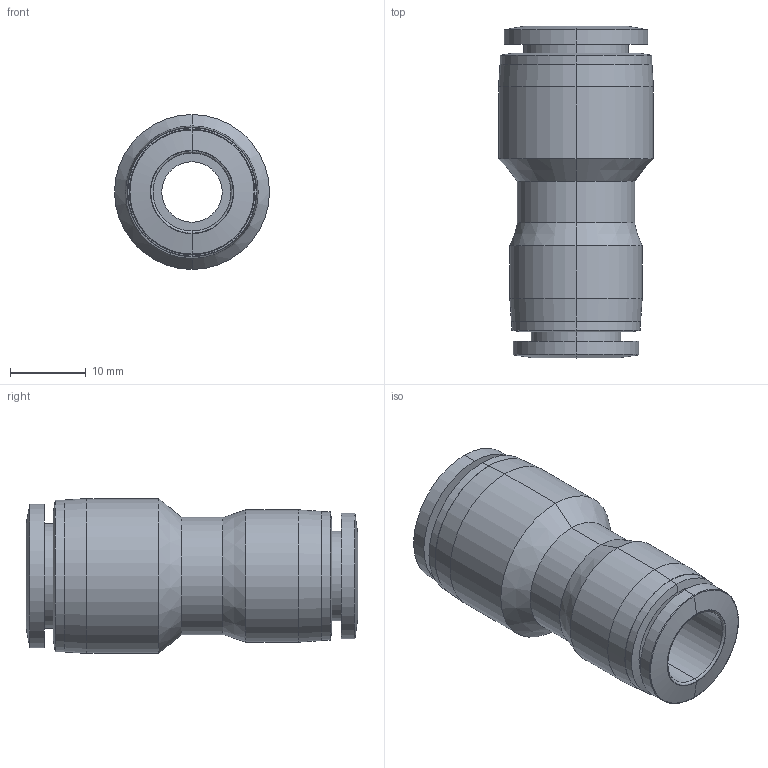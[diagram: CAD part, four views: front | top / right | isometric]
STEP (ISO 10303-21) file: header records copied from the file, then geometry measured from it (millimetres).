
FILE_DESCRIPTION (( 'STEP AP214' ), '1' );
FILE_NAME ('UR12M-10M.step', '2016-02-24T20:48:52', ( '' ), ( '' ), 'SwSTEP 2.0', 'SolidWorks 2015', '' );
FILE_SCHEMA (( 'AUTOMOTIVE_DESIGN' ));
Length unit declared in the file: inch
Products named in the file (1): UR12M-10M
Bounding box: 20.5 x 43.9 x 20.5 mm (x, y, z)
Volume: 6666.3 mm3; surface area: 4927 mm2
Topology: 1 solids, 1 shells, 56 faces, 112 edges, 66 vertices
Faces by surface type: cylinder 24, cone 16, plane 10, bspline 6
Entity records: 2294 total; most frequent: CARTESIAN_POINT 337, DIRECTION 278, ORIENTED_EDGE 224, AXIS2_PLACEMENT_3D 119, EDGE_CURVE 112, CIRCLE 68, EDGE_LOOP 66, VERTEX_POINT 66
